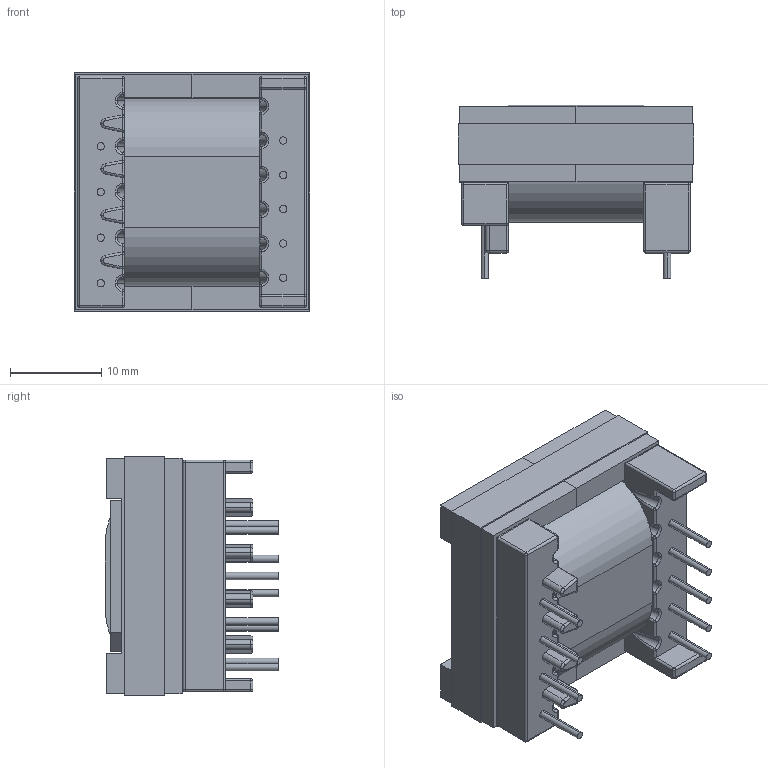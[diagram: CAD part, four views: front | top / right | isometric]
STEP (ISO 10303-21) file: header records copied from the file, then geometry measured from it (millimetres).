
FILE_DESCRIPTION (( 'STEP AP214' ), '1' );
FILE_NAME ('EPC25_4425_MP5-6.STEP', '2021-06-30T20:03:04', ( '' ), ( '' ), 'SwSTEP 2.0', 'SolidWorks 2017', '' );
FILE_SCHEMA (( 'AUTOMOTIVE_DESIGN' ));
Length unit declared in the file: millimetre
Products named in the file (5): 070-4425_coil; EPC25_4425_MP5-6; 440-9989-0812; 070-4425_6C; 150-0812_6A
Assembly tree (5 placements, depth 2):
  EPC25_4425_MP5-6
    070-4425_6C
    070-4425_coil
    150-0812_6A  x2
    440-9989-0812
Bounding box: 25.82 x 18.97 x 26.12 mm (x, y, z)
Volume: 7645.2 mm3; surface area: 8188.4 mm2
Topology: 5 solids, 5 shells, 371 faces, 901 edges, 509 vertices
Faces by surface type: cylinder 152, plane 107, sphere 48, bspline 46, torus 18
Entity records: 11459 total; most frequent: CARTESIAN_POINT 3275, ORIENTED_EDGE 1616, DIRECTION 1559, EDGE_CURVE 808, AXIS2_PLACEMENT_3D 601, VERTEX_POINT 473, EDGE_LOOP 363, VECTOR 357
